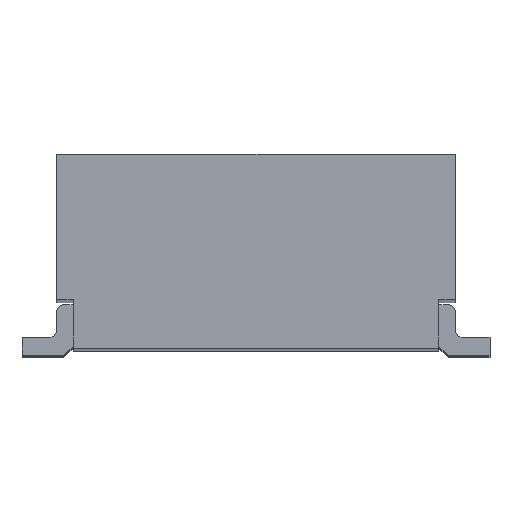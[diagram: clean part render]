
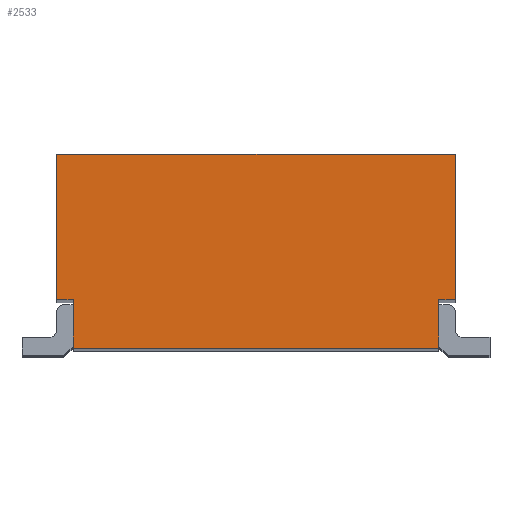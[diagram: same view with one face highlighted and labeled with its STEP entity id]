
A CAD part, top view. The second image highlights one B-rep face of the part: STEP entity #2533.
In plain terms, the highlighted planar face has unit normal (0, 0, 1).
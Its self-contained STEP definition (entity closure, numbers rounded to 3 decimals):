
#114 = LINE ( 'NONE', #33814, #33391 ) ;
#305 = EDGE_CURVE ( 'NONE', #15396, #25757, #114, .T. ) ;
#639 = DIRECTION ( 'NONE',  ( 0., 1., 0. ) ) ;
#1277 = DIRECTION ( 'NONE',  ( 0., -1., 0. ) ) ;
#1289 = LINE ( 'NONE', #7356, #11247 ) ;
#1473 = DIRECTION ( 'NONE',  ( -1., 0., 0. ) ) ;
#1664 = CARTESIAN_POINT ( 'NONE',  ( 1.38, 0.35, 5.185 ) ) ;
#1826 = CARTESIAN_POINT ( 'NONE',  ( 1.44, 0.35, 5.185 ) ) ;
#2533 = ADVANCED_FACE ( 'NONE', ( #31904 ), #20305, .T. ) ;
#2658 = CARTESIAN_POINT ( 'NONE',  ( -1.44, 0.35, 5.185 ) ) ;
#3440 = VERTEX_POINT ( 'NONE', #15333 ) ;
#3829 = ORIENTED_EDGE ( 'NONE', *, *, #16980, .F. ) ;
#4674 = VERTEX_POINT ( 'NONE', #33413 ) ;
#5311 = EDGE_CURVE ( 'NONE', #15396, #17495, #24458, .T. ) ;
#5865 = DIRECTION ( 'NONE',  ( 0., 1., 0. ) ) ;
#6861 = ORIENTED_EDGE ( 'NONE', *, *, #5311, .T. ) ;
#7356 = CARTESIAN_POINT ( 'NONE',  ( 0., 0., 5.185 ) ) ;
#8632 = CARTESIAN_POINT ( 'NONE',  ( -1.32, 0.175, 5.185 ) ) ;
#8701 = VECTOR ( 'NONE', #22457, 1000. ) ;
#9277 = CARTESIAN_POINT ( 'NONE',  ( 1.44, 1.4, 5.185 ) ) ;
#10204 = EDGE_LOOP ( 'NONE', ( #3829, #17447, #19033, #28401, #35602, #34563, #6861, #27682 ) ) ;
#10659 = DIRECTION ( 'NONE',  ( 1., 0., 0. ) ) ;
#10974 = CARTESIAN_POINT ( 'NONE',  ( -1.32, 0.35, 5.185 ) ) ;
#11247 = VECTOR ( 'NONE', #1473, 1000. ) ;
#12589 = EDGE_CURVE ( 'NONE', #35844, #20869, #23365, .T. ) ;
#12891 = DIRECTION ( 'NONE',  ( -1., 0., 0. ) ) ;
#13230 = CARTESIAN_POINT ( 'NONE',  ( 0., 0.35, 5.185 ) ) ;
#14044 = EDGE_CURVE ( 'NONE', #4674, #17495, #15076, .T. ) ;
#15076 = LINE ( 'NONE', #8632, #17101 ) ;
#15184 = LINE ( 'NONE', #22900, #22568 ) ;
#15333 = CARTESIAN_POINT ( 'NONE',  ( 1.32, 0., 5.185 ) ) ;
#15396 = VERTEX_POINT ( 'NONE', #2658 ) ;
#15656 = LINE ( 'NONE', #1664, #23246 ) ;
#16980 = EDGE_CURVE ( 'NONE', #3440, #4674, #1289, .T. ) ;
#17101 = VECTOR ( 'NONE', #5865, 1000. ) ;
#17447 = ORIENTED_EDGE ( 'NONE', *, *, #30417, .T. ) ;
#17495 = VERTEX_POINT ( 'NONE', #10974 ) ;
#17671 = CARTESIAN_POINT ( 'NONE',  ( 1.44, 0.875, 5.185 ) ) ;
#19033 = ORIENTED_EDGE ( 'NONE', *, *, #21941, .F. ) ;
#20066 = LINE ( 'NONE', #31109, #8701 ) ;
#20305 = PLANE ( 'NONE',  #27191 ) ;
#20353 = DIRECTION ( 'NONE',  ( 0., 1., 0. ) ) ;
#20869 = VERTEX_POINT ( 'NONE', #1826 ) ;
#21941 = EDGE_CURVE ( 'NONE', #20869, #27039, #15656, .T. ) ;
#22263 = CARTESIAN_POINT ( 'NONE',  ( 1.32, 0.35, 5.185 ) ) ;
#22457 = DIRECTION ( 'NONE',  ( -1., 0., 0. ) ) ;
#22568 = VECTOR ( 'NONE', #639, 1000. ) ;
#22875 = DIRECTION ( 'NONE',  ( 0., 0., 1. ) ) ;
#22900 = CARTESIAN_POINT ( 'NONE',  ( 1.32, 0.7, 5.185 ) ) ;
#23246 = VECTOR ( 'NONE', #12891, 1000. ) ;
#23365 = LINE ( 'NONE', #17671, #34573 ) ;
#24458 = LINE ( 'NONE', #13230, #28398 ) ;
#25757 = VERTEX_POINT ( 'NONE', #29348 ) ;
#27039 = VERTEX_POINT ( 'NONE', #22263 ) ;
#27191 = AXIS2_PLACEMENT_3D ( 'NONE', #28591, #22875, #31536 ) ;
#27682 = ORIENTED_EDGE ( 'NONE', *, *, #14044, .F. ) ;
#28398 = VECTOR ( 'NONE', #10659, 1000. ) ;
#28401 = ORIENTED_EDGE ( 'NONE', *, *, #12589, .F. ) ;
#28591 = CARTESIAN_POINT ( 'NONE',  ( 0., 0.7, 5.185 ) ) ;
#29348 = CARTESIAN_POINT ( 'NONE',  ( -1.44, 1.4, 5.185 ) ) ;
#30417 = EDGE_CURVE ( 'NONE', #3440, #27039, #15184, .T. ) ;
#31109 = CARTESIAN_POINT ( 'NONE',  ( 0., 1.4, 5.185 ) ) ;
#31536 = DIRECTION ( 'NONE',  ( 1., 0., 0. ) ) ;
#31904 = FACE_OUTER_BOUND ( 'NONE', #10204, .T. ) ;
#33307 = EDGE_CURVE ( 'NONE', #35844, #25757, #20066, .T. ) ;
#33391 = VECTOR ( 'NONE', #20353, 1000. ) ;
#33413 = CARTESIAN_POINT ( 'NONE',  ( -1.32, 0., 5.185 ) ) ;
#33814 = CARTESIAN_POINT ( 'NONE',  ( -1.44, 0.875, 5.185 ) ) ;
#34563 = ORIENTED_EDGE ( 'NONE', *, *, #305, .F. ) ;
#34573 = VECTOR ( 'NONE', #1277, 1000. ) ;
#35602 = ORIENTED_EDGE ( 'NONE', *, *, #33307, .T. ) ;
#35844 = VERTEX_POINT ( 'NONE', #9277 ) ;
